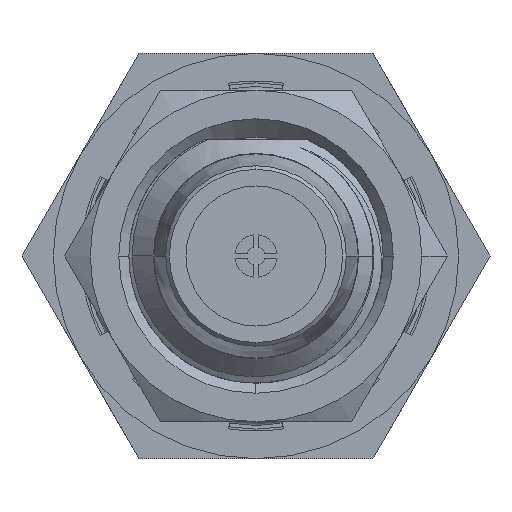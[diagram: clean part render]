
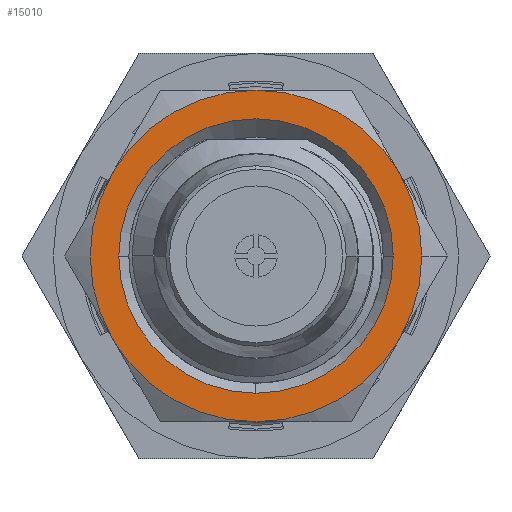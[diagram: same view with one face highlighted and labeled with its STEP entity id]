
A CAD part, left-side view. The second image highlights one B-rep face of the part: STEP entity #15010.
In plain terms, the highlighted planar face has unit normal (-1, 0, 0).
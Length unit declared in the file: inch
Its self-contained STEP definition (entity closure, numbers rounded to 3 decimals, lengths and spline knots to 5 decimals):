
#262 = DIRECTION ( 'NONE',  ( 1., 0., 0. ) ) ;
#388 = CIRCLE ( 'NONE', #12583, 0.17717 ) ;
#762 = CARTESIAN_POINT ( 'NONE',  ( 0., 0.14665, 0. ) ) ;
#997 = DIRECTION ( 'NONE',  ( -1., 0., 0. ) ) ;
#1198 = AXIS2_PLACEMENT_3D ( 'NONE', #16089, #997, #13995 ) ;
#2255 = CARTESIAN_POINT ( 'NONE',  ( 0., 0., 0. ) ) ;
#2514 = AXIS2_PLACEMENT_3D ( 'NONE', #7196, #6986, #16962 ) ;
#2596 = CARTESIAN_POINT ( 'NONE',  ( 0., 0.15343, -0.08858 ) ) ;
#2818 = DIRECTION ( 'NONE',  ( 0., 0.866, -0.5 ) ) ;
#2896 = AXIS2_PLACEMENT_3D ( 'NONE', #16072, #19702, #4714 ) ;
#3067 = EDGE_CURVE ( 'NONE', #8262, #4441, #21388, .T. ) ;
#3165 = AXIS2_PLACEMENT_3D ( 'NONE', #2255, #7163, #12507 ) ;
#3263 = EDGE_LOOP ( 'NONE', ( #7327, #12989, #17773 ) ) ;
#3335 = CARTESIAN_POINT ( 'NONE',  ( 0., -0.15343, -0.08858 ) ) ;
#3526 = EDGE_CURVE ( 'NONE', #11754, #7944, #21383, .T. ) ;
#3598 = CARTESIAN_POINT ( 'NONE',  ( 0., 0., 0. ) ) ;
#3851 = AXIS2_PLACEMENT_3D ( 'NONE', #12266, #9400, #20984 ) ;
#4080 = ORIENTED_EDGE ( 'NONE', *, *, #3526, .T. ) ;
#4094 = PLANE ( 'NONE',  #3165 ) ;
#4318 = EDGE_CURVE ( 'NONE', #20888, #4348, #4979, .T. ) ;
#4348 = VERTEX_POINT ( 'NONE', #12044 ) ;
#4441 = VERTEX_POINT ( 'NONE', #15329 ) ;
#4698 = CARTESIAN_POINT ( 'NONE',  ( 0., 0., -0.14665 ) ) ;
#4702 = VERTEX_POINT ( 'NONE', #4698 ) ;
#4714 = DIRECTION ( 'NONE',  ( 0., -0.866, -0.5 ) ) ;
#4913 = AXIS2_PLACEMENT_3D ( 'NONE', #3598, #18596, #8624 ) ;
#4979 = CIRCLE ( 'NONE', #16156, 0.14665 ) ;
#5785 = ORIENTED_EDGE ( 'NONE', *, *, #14734, .T. ) ;
#5836 = FACE_BOUND ( 'NONE', #3263, .T. ) ;
#6986 = DIRECTION ( 'NONE',  ( -1., 0., 0. ) ) ;
#7093 = AXIS2_PLACEMENT_3D ( 'NONE', #18839, #262, #7223 ) ;
#7163 = DIRECTION ( 'NONE',  ( 1., 0., 0. ) ) ;
#7188 = EDGE_CURVE ( 'NONE', #15170, #8262, #12303, .T. ) ;
#7196 = CARTESIAN_POINT ( 'NONE',  ( 0., 0., 0. ) ) ;
#7197 = CARTESIAN_POINT ( 'NONE',  ( 0., 0.15343, 0.08858 ) ) ;
#7223 = DIRECTION ( 'NONE',  ( 0., -1., 0. ) ) ;
#7327 = ORIENTED_EDGE ( 'NONE', *, *, #16886, .T. ) ;
#7477 = FACE_OUTER_BOUND ( 'NONE', #13712, .T. ) ;
#7944 = VERTEX_POINT ( 'NONE', #16741 ) ;
#8175 = EDGE_CURVE ( 'NONE', #4441, #13261, #20947, .T. ) ;
#8209 = ORIENTED_EDGE ( 'NONE', *, *, #8175, .T. ) ;
#8262 = VERTEX_POINT ( 'NONE', #14069 ) ;
#8380 = CIRCLE ( 'NONE', #3851, 0.17717 ) ;
#8450 = AXIS2_PLACEMENT_3D ( 'NONE', #19563, #12760, #2818 ) ;
#8515 = CARTESIAN_POINT ( 'NONE',  ( 0., 0., 0. ) ) ;
#8624 = DIRECTION ( 'NONE',  ( 0., -0.866, 0.5 ) ) ;
#8917 = VERTEX_POINT ( 'NONE', #7197 ) ;
#9400 = DIRECTION ( 'NONE',  ( -1., 0., 0. ) ) ;
#9784 = CARTESIAN_POINT ( 'NONE',  ( 0., 0., 0. ) ) ;
#11587 = ORIENTED_EDGE ( 'NONE', *, *, #17136, .T. ) ;
#11754 = VERTEX_POINT ( 'NONE', #2596 ) ;
#12044 = CARTESIAN_POINT ( 'NONE',  ( 0., -0.14665, 0. ) ) ;
#12266 = CARTESIAN_POINT ( 'NONE',  ( 0., 0., 0. ) ) ;
#12303 = CIRCLE ( 'NONE', #2896, 0.17717 ) ;
#12507 = DIRECTION ( 'NONE',  ( 0., 1., 0. ) ) ;
#12583 = AXIS2_PLACEMENT_3D ( 'NONE', #8515, #21443, #18481 ) ;
#12760 = DIRECTION ( 'NONE',  ( -1., 0., 0. ) ) ;
#12802 = EDGE_CURVE ( 'NONE', #8917, #11754, #388, .T. ) ;
#12808 = CARTESIAN_POINT ( 'NONE',  ( 0., 0., 0.17717 ) ) ;
#12989 = ORIENTED_EDGE ( 'NONE', *, *, #16207, .T. ) ;
#13261 = VERTEX_POINT ( 'NONE', #12808 ) ;
#13398 = CIRCLE ( 'NONE', #21432, 0.14665 ) ;
#13475 = ORIENTED_EDGE ( 'NONE', *, *, #12802, .T. ) ;
#13684 = DIRECTION ( 'NONE',  ( 1., 0., 0. ) ) ;
#13712 = EDGE_LOOP ( 'NONE', ( #8209, #11587, #13475, #4080, #5785, #19210, #21279 ) ) ;
#13995 = DIRECTION ( 'NONE',  ( 0., 0., 1. ) ) ;
#14069 = CARTESIAN_POINT ( 'NONE',  ( 0., -0.17717, 0. ) ) ;
#14734 = EDGE_CURVE ( 'NONE', #7944, #15170, #8380, .T. ) ;
#14821 = DIRECTION ( 'NONE',  ( 1., 0., 0. ) ) ;
#15010 = ADVANCED_FACE ( 'NONE', ( #5836, #7477 ), #4094, .F. ) ;
#15170 = VERTEX_POINT ( 'NONE', #3335 ) ;
#15329 = CARTESIAN_POINT ( 'NONE',  ( 0., -0.15343, 0.08858 ) ) ;
#16072 = CARTESIAN_POINT ( 'NONE',  ( 0., 0., 0. ) ) ;
#16089 = CARTESIAN_POINT ( 'NONE',  ( 0., 0., 0. ) ) ;
#16156 = AXIS2_PLACEMENT_3D ( 'NONE', #17197, #13684, #18632 ) ;
#16207 = EDGE_CURVE ( 'NONE', #4702, #20888, #13398, .T. ) ;
#16741 = CARTESIAN_POINT ( 'NONE',  ( 0., 0., -0.17717 ) ) ;
#16886 = EDGE_CURVE ( 'NONE', #4348, #4702, #20702, .T. ) ;
#16962 = DIRECTION ( 'NONE',  ( 0., -0.866, -0.5 ) ) ;
#17136 = EDGE_CURVE ( 'NONE', #13261, #8917, #17985, .T. ) ;
#17197 = CARTESIAN_POINT ( 'NONE',  ( 0., 0., 0. ) ) ;
#17773 = ORIENTED_EDGE ( 'NONE', *, *, #4318, .T. ) ;
#17985 = CIRCLE ( 'NONE', #1198, 0.17717 ) ;
#18481 = DIRECTION ( 'NONE',  ( 0., 0.866, 0.5 ) ) ;
#18596 = DIRECTION ( 'NONE',  ( -1., 0., 0. ) ) ;
#18632 = DIRECTION ( 'NONE',  ( 0., 1., 0. ) ) ;
#18839 = CARTESIAN_POINT ( 'NONE',  ( 0., 0., 0. ) ) ;
#19210 = ORIENTED_EDGE ( 'NONE', *, *, #7188, .T. ) ;
#19563 = CARTESIAN_POINT ( 'NONE',  ( 0., 0., 0. ) ) ;
#19702 = DIRECTION ( 'NONE',  ( -1., 0., 0. ) ) ;
#19864 = DIRECTION ( 'NONE',  ( 0., -1., 0. ) ) ;
#20702 = CIRCLE ( 'NONE', #7093, 0.14665 ) ;
#20888 = VERTEX_POINT ( 'NONE', #762 ) ;
#20947 = CIRCLE ( 'NONE', #4913, 0.17717 ) ;
#20984 = DIRECTION ( 'NONE',  ( 0., 0., -1. ) ) ;
#21279 = ORIENTED_EDGE ( 'NONE', *, *, #3067, .T. ) ;
#21383 = CIRCLE ( 'NONE', #8450, 0.17717 ) ;
#21388 = CIRCLE ( 'NONE', #2514, 0.17717 ) ;
#21432 = AXIS2_PLACEMENT_3D ( 'NONE', #9784, #14821, #19864 ) ;
#21443 = DIRECTION ( 'NONE',  ( -1., 0., 0. ) ) ;
